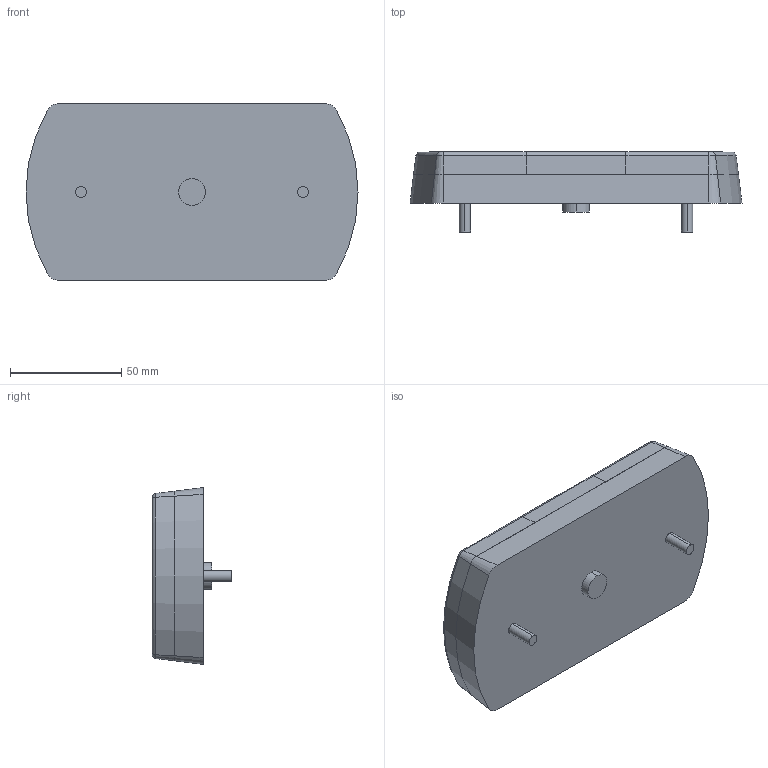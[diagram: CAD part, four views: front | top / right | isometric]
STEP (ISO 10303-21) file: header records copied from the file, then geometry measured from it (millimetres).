
FILE_DESCRIPTION (( 'STEP AP203' ), '1' );
FILE_NAME ('ADR-LED-IND_REV_.step', '2025-08-17T04:50:25', ( '' ), ( '' ), 'SwSTEP 2.0', 'SolidWorks 2024', '' );
FILE_SCHEMA (( 'CONFIG_CONTROL_DESIGN' ));
Length unit declared in the file: millimetre
Products named in the file (1): ADR-LED-IND_REV_
Bounding box: 149.5 x 36 x 79.6 mm (x, y, z)
Volume: 110440.5 mm3; surface area: 58535.3 mm2
Topology: 2 solids, 2 shells, 80 faces, 200 edges, 132 vertices
Faces by surface type: plane 36, cone 24, cylinder 14, torus 6
Entity records: 2473 total; most frequent: DIRECTION 436, CARTESIAN_POINT 421, ORIENTED_EDGE 392, EDGE_CURVE 196, AXIS2_PLACEMENT_3D 163, VERTEX_POINT 132, VECTOR 110, LINE 110
